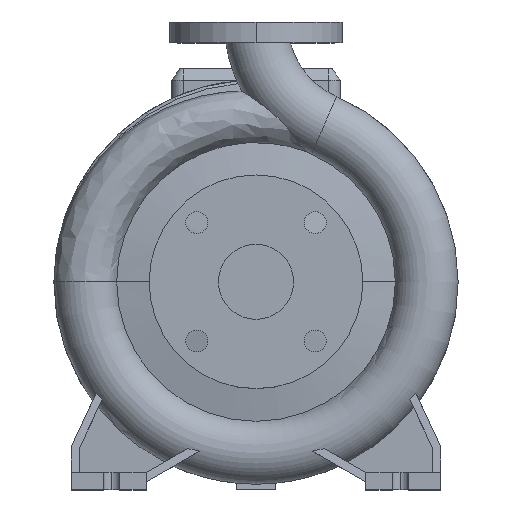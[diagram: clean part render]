
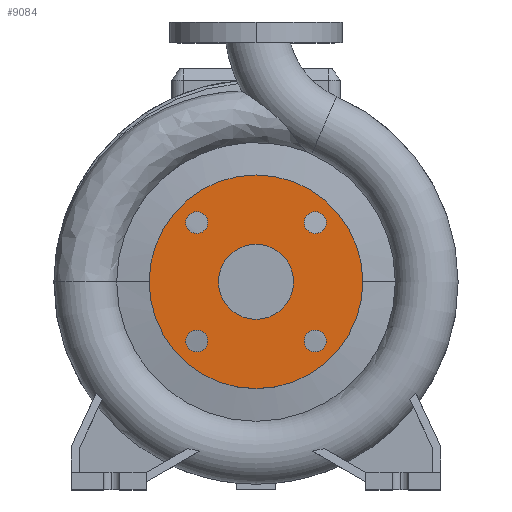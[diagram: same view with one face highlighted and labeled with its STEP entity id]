
A CAD part, top view. The second image highlights one B-rep face of the part: STEP entity #9084.
In plain terms, the highlighted planar face has unit normal (0, 0, 1).
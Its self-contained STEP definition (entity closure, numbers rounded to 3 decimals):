
#41 = EDGE_CURVE ( 'NONE', #3614, #6718, #10178, .T. ) ;
#262 = EDGE_CURVE ( 'NONE', #12388, #8056, #7147, .T. ) ;
#321 = FACE_BOUND ( 'NONE', #1928, .T. ) ;
#366 = CIRCLE ( 'NONE', #2471, 9.5 ) ;
#1224 = EDGE_LOOP ( 'NONE', ( #6972, #6242 ) ) ;
#1229 = EDGE_CURVE ( 'NONE', #10704, #7458, #9277, .T. ) ;
#1279 = FACE_OUTER_BOUND ( 'NONE', #4037, .T. ) ;
#1309 = ORIENTED_EDGE ( 'NONE', *, *, #12734, .F. ) ;
#1426 = CARTESIAN_POINT ( 'NONE',  ( 0., 92.5, 100. ) ) ;
#1548 = EDGE_LOOP ( 'NONE', ( #2229, #6100 ) ) ;
#1583 = EDGE_CURVE ( 'NONE', #1863, #10357, #6914, .T. ) ;
#1740 = DIRECTION ( 'NONE',  ( 1., 0., 0. ) ) ;
#1863 = VERTEX_POINT ( 'NONE', #2237 ) ;
#1884 = CARTESIAN_POINT ( 'NONE',  ( -51.265, -51.265, 100. ) ) ;
#1928 = EDGE_LOOP ( 'NONE', ( #6175, #12191 ) ) ;
#2069 = AXIS2_PLACEMENT_3D ( 'NONE', #8386, #8528, #12843 ) ;
#2134 = ORIENTED_EDGE ( 'NONE', *, *, #262, .T. ) ;
#2229 = ORIENTED_EDGE ( 'NONE', *, *, #7463, .F. ) ;
#2237 = CARTESIAN_POINT ( 'NONE',  ( 41.765, 51.265, 100. ) ) ;
#2248 = DIRECTION ( 'NONE',  ( 1., 0., 0. ) ) ;
#2471 = AXIS2_PLACEMENT_3D ( 'NONE', #9927, #8899, #5688 ) ;
#2517 = CARTESIAN_POINT ( 'NONE',  ( -41.765, 51.265, 100. ) ) ;
#2527 = FACE_BOUND ( 'NONE', #1548, .T. ) ;
#2716 = DIRECTION ( 'NONE',  ( 0., 0., 1. ) ) ;
#2805 = EDGE_CURVE ( 'NONE', #8056, #12388, #6695, .T. ) ;
#2983 = DIRECTION ( 'NONE',  ( 0., 0., 1. ) ) ;
#3376 = DIRECTION ( 'NONE',  ( 0., 0., 1. ) ) ;
#3411 = DIRECTION ( 'NONE',  ( 1., 0., 0. ) ) ;
#3614 = VERTEX_POINT ( 'NONE', #3705 ) ;
#3705 = CARTESIAN_POINT ( 'NONE',  ( 32.5, 0., 100. ) ) ;
#3719 = VERTEX_POINT ( 'NONE', #9448 ) ;
#3765 = EDGE_LOOP ( 'NONE', ( #1309, #3919 ) ) ;
#3919 = ORIENTED_EDGE ( 'NONE', *, *, #1583, .F. ) ;
#3966 = EDGE_LOOP ( 'NONE', ( #13655, #8973 ) ) ;
#3969 = VERTEX_POINT ( 'NONE', #2517 ) ;
#4037 = EDGE_LOOP ( 'NONE', ( #9992, #2134 ) ) ;
#4146 = DIRECTION ( 'NONE',  ( 0., 0., 1. ) ) ;
#4222 = DIRECTION ( 'NONE',  ( 0., 0., 1. ) ) ;
#4423 = DIRECTION ( 'NONE',  ( 1., 0., 0. ) ) ;
#4796 = CARTESIAN_POINT ( 'NONE',  ( 60.765, -51.265, 100. ) ) ;
#4800 = CIRCLE ( 'NONE', #8044, 9.5 ) ;
#4826 = EDGE_CURVE ( 'NONE', #6718, #3614, #8228, .T. ) ;
#4828 = AXIS2_PLACEMENT_3D ( 'NONE', #12395, #6849, #12471 ) ;
#5061 = AXIS2_PLACEMENT_3D ( 'NONE', #11210, #12453, #2248 ) ;
#5688 = DIRECTION ( 'NONE',  ( 1., 0., 0. ) ) ;
#5771 = AXIS2_PLACEMENT_3D ( 'NONE', #9338, #2716, #7146 ) ;
#5803 = DIRECTION ( 'NONE',  ( 0., 0., 1. ) ) ;
#5852 = CIRCLE ( 'NONE', #10528, 9.5 ) ;
#5893 = AXIS2_PLACEMENT_3D ( 'NONE', #1426, #7835, #7910 ) ;
#5899 = CARTESIAN_POINT ( 'NONE',  ( -60.765, -51.265, 100. ) ) ;
#6077 = AXIS2_PLACEMENT_3D ( 'NONE', #13363, #3376, #7812 ) ;
#6100 = ORIENTED_EDGE ( 'NONE', *, *, #13751, .F. ) ;
#6175 = ORIENTED_EDGE ( 'NONE', *, *, #6458, .F. ) ;
#6242 = ORIENTED_EDGE ( 'NONE', *, *, #4826, .F. ) ;
#6458 = EDGE_CURVE ( 'NONE', #3719, #6882, #9561, .T. ) ;
#6577 = AXIS2_PLACEMENT_3D ( 'NONE', #8142, #5803, #11638 ) ;
#6661 = AXIS2_PLACEMENT_3D ( 'NONE', #6812, #10325, #4423 ) ;
#6695 = CIRCLE ( 'NONE', #5771, 92.5 ) ;
#6718 = VERTEX_POINT ( 'NONE', #9632 ) ;
#6812 = CARTESIAN_POINT ( 'NONE',  ( 51.265, -51.265, 100. ) ) ;
#6849 = DIRECTION ( 'NONE',  ( 0., 0., 1. ) ) ;
#6882 = VERTEX_POINT ( 'NONE', #5899 ) ;
#6914 = CIRCLE ( 'NONE', #7613, 9.5 ) ;
#6972 = ORIENTED_EDGE ( 'NONE', *, *, #41, .F. ) ;
#7031 = FACE_BOUND ( 'NONE', #3966, .T. ) ;
#7092 = AXIS2_PLACEMENT_3D ( 'NONE', #14203, #4222, #13181 ) ;
#7146 = DIRECTION ( 'NONE',  ( 1., 0., 0. ) ) ;
#7147 = CIRCLE ( 'NONE', #5061, 92.5 ) ;
#7300 = CARTESIAN_POINT ( 'NONE',  ( -60.765, 51.265, 100. ) ) ;
#7410 = DIRECTION ( 'NONE',  ( 1., 0., 0. ) ) ;
#7458 = VERTEX_POINT ( 'NONE', #4796 ) ;
#7463 = EDGE_CURVE ( 'NONE', #3969, #7992, #5852, .T. ) ;
#7613 = AXIS2_PLACEMENT_3D ( 'NONE', #11285, #2983, #1740 ) ;
#7812 = DIRECTION ( 'NONE',  ( 1., 0., 0. ) ) ;
#7835 = DIRECTION ( 'NONE',  ( 0., 0., -1. ) ) ;
#7910 = DIRECTION ( 'NONE',  ( -1., 0., 0. ) ) ;
#7992 = VERTEX_POINT ( 'NONE', #7300 ) ;
#8044 = AXIS2_PLACEMENT_3D ( 'NONE', #1884, #4146, #7410 ) ;
#8056 = VERTEX_POINT ( 'NONE', #11084 ) ;
#8142 = CARTESIAN_POINT ( 'NONE',  ( 0., 0., 100. ) ) ;
#8228 = CIRCLE ( 'NONE', #6577, 32.5 ) ;
#8386 = CARTESIAN_POINT ( 'NONE',  ( 51.265, -51.265, 100. ) ) ;
#8504 = CARTESIAN_POINT ( 'NONE',  ( 60.765, 51.265, 100. ) ) ;
#8528 = DIRECTION ( 'NONE',  ( 0., 0., 1. ) ) ;
#8762 = CIRCLE ( 'NONE', #6661, 9.5 ) ;
#8899 = DIRECTION ( 'NONE',  ( 0., 0., 1. ) ) ;
#8947 = CARTESIAN_POINT ( 'NONE',  ( -51.265, 51.265, 100. ) ) ;
#8973 = ORIENTED_EDGE ( 'NONE', *, *, #1229, .F. ) ;
#9084 = ADVANCED_FACE ( 'NONE', ( #13457, #1279, #13530, #2527, #321, #7031 ), #11408, .F. ) ;
#9277 = CIRCLE ( 'NONE', #2069, 9.5 ) ;
#9338 = CARTESIAN_POINT ( 'NONE',  ( 0., 0., 100. ) ) ;
#9448 = CARTESIAN_POINT ( 'NONE',  ( -41.765, -51.265, 100. ) ) ;
#9561 = CIRCLE ( 'NONE', #6077, 9.5 ) ;
#9632 = CARTESIAN_POINT ( 'NONE',  ( -32.5, 0., 100. ) ) ;
#9927 = CARTESIAN_POINT ( 'NONE',  ( -51.265, 51.265, 100. ) ) ;
#9992 = ORIENTED_EDGE ( 'NONE', *, *, #2805, .T. ) ;
#10178 = CIRCLE ( 'NONE', #4828, 32.5 ) ;
#10325 = DIRECTION ( 'NONE',  ( 0., 0., 1. ) ) ;
#10356 = CIRCLE ( 'NONE', #7092, 9.5 ) ;
#10357 = VERTEX_POINT ( 'NONE', #8504 ) ;
#10528 = AXIS2_PLACEMENT_3D ( 'NONE', #8947, #13400, #3411 ) ;
#10704 = VERTEX_POINT ( 'NONE', #11158 ) ;
#11084 = CARTESIAN_POINT ( 'NONE',  ( 92.5, 0., 100. ) ) ;
#11158 = CARTESIAN_POINT ( 'NONE',  ( 41.765, -51.265, 100. ) ) ;
#11210 = CARTESIAN_POINT ( 'NONE',  ( 0., 0., 100. ) ) ;
#11285 = CARTESIAN_POINT ( 'NONE',  ( 51.265, 51.265, 100. ) ) ;
#11408 = PLANE ( 'NONE',  #5893 ) ;
#11638 = DIRECTION ( 'NONE',  ( 1., 0., 0. ) ) ;
#12191 = ORIENTED_EDGE ( 'NONE', *, *, #14042, .F. ) ;
#12388 = VERTEX_POINT ( 'NONE', #12461 ) ;
#12395 = CARTESIAN_POINT ( 'NONE',  ( 0., 0., 100. ) ) ;
#12453 = DIRECTION ( 'NONE',  ( 0., 0., 1. ) ) ;
#12461 = CARTESIAN_POINT ( 'NONE',  ( -92.5, 0., 100. ) ) ;
#12471 = DIRECTION ( 'NONE',  ( 1., 0., 0. ) ) ;
#12734 = EDGE_CURVE ( 'NONE', #10357, #1863, #10356, .T. ) ;
#12843 = DIRECTION ( 'NONE',  ( 1., 0., 0. ) ) ;
#13181 = DIRECTION ( 'NONE',  ( 1., 0., 0. ) ) ;
#13363 = CARTESIAN_POINT ( 'NONE',  ( -51.265, -51.265, 100. ) ) ;
#13400 = DIRECTION ( 'NONE',  ( 0., 0., 1. ) ) ;
#13457 = FACE_BOUND ( 'NONE', #1224, .T. ) ;
#13530 = FACE_BOUND ( 'NONE', #3765, .T. ) ;
#13655 = ORIENTED_EDGE ( 'NONE', *, *, #14233, .F. ) ;
#13751 = EDGE_CURVE ( 'NONE', #7992, #3969, #366, .T. ) ;
#14042 = EDGE_CURVE ( 'NONE', #6882, #3719, #4800, .T. ) ;
#14203 = CARTESIAN_POINT ( 'NONE',  ( 51.265, 51.265, 100. ) ) ;
#14233 = EDGE_CURVE ( 'NONE', #7458, #10704, #8762, .T. ) ;
